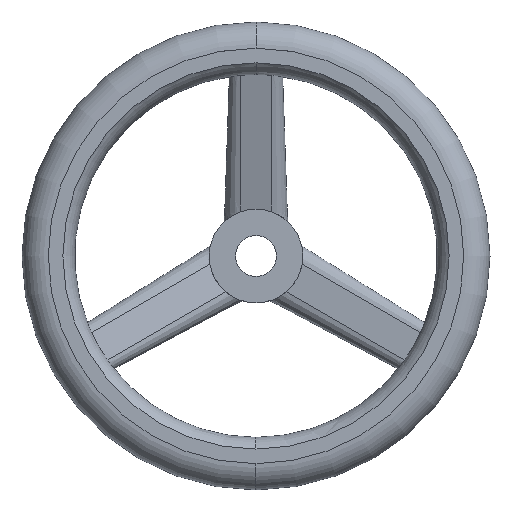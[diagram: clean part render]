
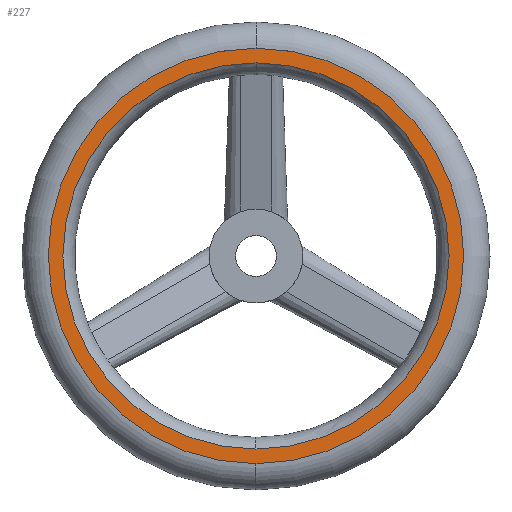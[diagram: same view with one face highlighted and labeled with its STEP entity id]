
A CAD part, top view. The second image highlights one B-rep face of the part: STEP entity #227.
In plain terms, the highlighted planar face has unit normal (0, 0, 1).
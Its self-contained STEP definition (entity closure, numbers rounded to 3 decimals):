
#227=ADVANCED_FACE('',(#611,#612),#613,.F.);
#241=VERTEX_POINT('',#630);
#253=EDGE_CURVE('',#241,#567,#642,.T.);
#421=EDGE_CURVE('',#471,#241,#826,.T.);
#455=EDGE_CURVE('',#543,#457,#866,.T.);
#457=VERTEX_POINT('',#868);
#471=VERTEX_POINT('',#882);
#487=EDGE_CURVE('',#457,#543,#900,.T.);
#491=EDGE_CURVE('',#567,#471,#904,.T.);
#543=VERTEX_POINT('',#961);
#567=VERTEX_POINT('',#987);
#611=FACE_BOUND('',#1076,.T.);
#612=FACE_OUTER_BOUND('',#1077,.T.);
#613=PLANE('',#1078);
#630=CARTESIAN_POINT('',(-66.025,0.,38.5));
#642=CIRCLE('',#1189,66.025);
#826=CIRCLE('',#1650,66.025);
#866=CIRCLE('',#1791,71.0);
#868=CARTESIAN_POINT('',(0.,-71.0,38.5));
#882=CARTESIAN_POINT('',(0.,66.025,38.5));
#900=CIRCLE('',#1888,71.0);
#904=CIRCLE('',#1893,66.025);
#961=CARTESIAN_POINT('',(0.,71.0,38.5));
#987=CARTESIAN_POINT('',(0.,-66.025,38.5));
#1076=EDGE_LOOP('',(#2122,#2123,#2124));
#1077=EDGE_LOOP('',(#2125,#2126));
#1078=AXIS2_PLACEMENT_3D('',#2127,#2128,#2129);
#1189=AXIS2_PLACEMENT_3D('',#2168,#2169,#2170);
#1650=AXIS2_PLACEMENT_3D('',#2361,#2362,#2363);
#1791=AXIS2_PLACEMENT_3D('',#2421,#2422,#2423);
#1888=AXIS2_PLACEMENT_3D('',#2453,#2454,#2455);
#1893=AXIS2_PLACEMENT_3D('',#2456,#2457,#2458);
#2122=ORIENTED_EDGE('',*,*,#253,.F.);
#2123=ORIENTED_EDGE('',*,*,#421,.F.);
#2124=ORIENTED_EDGE('',*,*,#491,.F.);
#2125=ORIENTED_EDGE('',*,*,#455,.T.);
#2126=ORIENTED_EDGE('',*,*,#487,.T.);
#2127=CARTESIAN_POINT('',(0.,66.5,38.5));
#2128=DIRECTION('',(0.,0.,-1.0));
#2129=DIRECTION('',(0.,-1.0,0.0));
#2168=CARTESIAN_POINT('',(0.,0.,38.5));
#2169=DIRECTION('',(0.,0.,1.0));
#2170=DIRECTION('',(1.0,0.0,0.));
#2361=CARTESIAN_POINT('',(0.,0.,38.5));
#2362=DIRECTION('',(0.,0.,1.0));
#2363=DIRECTION('',(1.0,0.0,0.));
#2421=CARTESIAN_POINT('',(0.,0.,38.5));
#2422=DIRECTION('',(0.,0.,1.0));
#2423=DIRECTION('',(0.,1.0,0.));
#2453=CARTESIAN_POINT('',(0.,0.,38.5));
#2454=DIRECTION('',(0.,0.,1.0));
#2455=DIRECTION('',(0.,1.0,0.));
#2456=CARTESIAN_POINT('',(0.,0.,38.5));
#2457=DIRECTION('',(0.,0.,1.0));
#2458=DIRECTION('',(1.0,0.0,0.));
